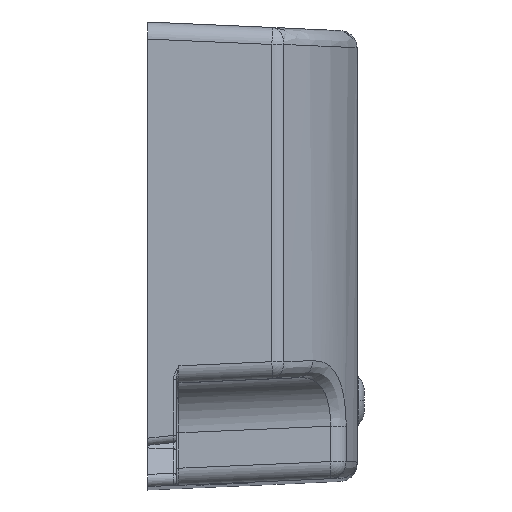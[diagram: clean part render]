
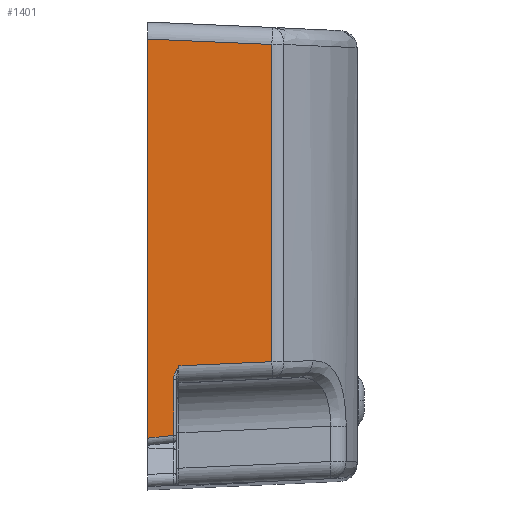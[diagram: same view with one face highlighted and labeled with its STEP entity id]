
A CAD part, top view. The second image highlights one B-rep face of the part: STEP entity #1401.
In plain terms, the highlighted planar face has unit normal (0.044, 0, 0.999).
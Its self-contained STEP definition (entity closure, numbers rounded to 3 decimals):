
#549 = CARTESIAN_POINT ( 'NONE',  ( 0., 16.309, 71.71 ) ) ;
#554 = VERTEX_POINT ( 'NONE', #2547 ) ;
#716 = ORIENTED_EDGE ( 'NONE', *, *, #6924, .T. ) ;
#974 = CARTESIAN_POINT ( 'NONE',  ( 1.054, -7.883, 71.664 ) ) ;
#1083 = CARTESIAN_POINT ( 'NONE',  ( 3.041, -12.593, 71.577 ) ) ;
#1231 = DIRECTION ( 'NONE',  ( 0.044, 0., 0.999 ) ) ;
#1401 = ADVANCED_FACE ( 'NONE', ( #5181 ), #6402, .T. ) ;
#1475 = LINE ( 'NONE', #6671, #6331 ) ;
#1569 = VERTEX_POINT ( 'NONE', #6391 ) ;
#1708 = CARTESIAN_POINT ( 'NONE',  ( 8.713, 16.309, 71.33 ) ) ;
#1863 = CARTESIAN_POINT ( 'NONE',  ( 1.862, -8.447, 71.629 ) ) ;
#2105 = CARTESIAN_POINT ( 'NONE',  ( 1.809, -8.795, 71.631 ) ) ;
#2140 = EDGE_CURVE ( 'NONE', #4830, #1569, #6147, .T. ) ;
#2317 = ORIENTED_EDGE ( 'NONE', *, *, #2870, .T. ) ;
#2332 = VECTOR ( 'NONE', #3273, 1000. ) ;
#2345 = LINE ( 'NONE', #1708, #7373 ) ;
#2385 = CARTESIAN_POINT ( 'NONE',  ( 2.006, -8.129, 71.622 ) ) ;
#2402 = VECTOR ( 'NONE', #7369, 1000. ) ;
#2547 = CARTESIAN_POINT ( 'NONE',  ( 1.809, -12.723, 71.631 ) ) ;
#2870 = EDGE_CURVE ( 'NONE', #4810, #4789, #4369, .T. ) ;
#3152 = CARTESIAN_POINT ( 'NONE',  ( 8.713, 14.73, 71.33 ) ) ;
#3273 = DIRECTION ( 'NONE',  ( 0.998, 0.044, -0.044 ) ) ;
#3303 = VECTOR ( 'NONE', #6843, 1000. ) ;
#3337 = LINE ( 'NONE', #4965, #3303 ) ;
#3551 = VECTOR ( 'NONE', #4476, 1000. ) ;
#3565 = CARTESIAN_POINT ( 'NONE',  ( 1.809, -8.618, 71.631 ) ) ;
#3777 = CARTESIAN_POINT ( 'NONE',  ( 0., -12.914, 71.71 ) ) ;
#4369 = LINE ( 'NONE', #5552, #3551 ) ;
#4443 = CARTESIAN_POINT ( 'NONE',  ( 0., 15.11, 71.71 ) ) ;
#4476 = DIRECTION ( 'NONE',  ( 0., -1., 0. ) ) ;
#4595 = CARTESIAN_POINT ( 'NONE',  ( 2.191, -7.833, 71.614 ) ) ;
#4603 = EDGE_CURVE ( 'NONE', #5638, #4810, #1475, .T. ) ;
#4649 = CARTESIAN_POINT ( 'NONE',  ( 2.098, -7.981, 71.618 ) ) ;
#4789 = VERTEX_POINT ( 'NONE', #3777 ) ;
#4810 = VERTEX_POINT ( 'NONE', #4443 ) ;
#4830 = VERTEX_POINT ( 'NONE', #4595 ) ;
#4965 = CARTESIAN_POINT ( 'NONE',  ( 1.809, -7.841, 71.631 ) ) ;
#4973 = ORIENTED_EDGE ( 'NONE', *, *, #2140, .T. ) ;
#5046 = LINE ( 'NONE', #1083, #2402 ) ;
#5181 = FACE_OUTER_BOUND ( 'NONE', #6104, .T. ) ;
#5217 = CARTESIAN_POINT ( 'NONE',  ( 1.809, -8.795, 71.631 ) ) ;
#5287 = ORIENTED_EDGE ( 'NONE', *, *, #5796, .T. ) ;
#5300 = CARTESIAN_POINT ( 'NONE',  ( 2.191, -7.833, 71.614 ) ) ;
#5530 = EDGE_CURVE ( 'NONE', #4789, #554, #5046, .T. ) ;
#5552 = CARTESIAN_POINT ( 'NONE',  ( 0., 16.309, 71.71 ) ) ;
#5638 = VERTEX_POINT ( 'NONE', #3152 ) ;
#5750 = EDGE_CURVE ( 'NONE', #554, #6586, #3337, .T. ) ;
#5788 = ORIENTED_EDGE ( 'NONE', *, *, #4603, .T. ) ;
#5796 = EDGE_CURVE ( 'NONE', #6586, #4830, #6533, .T. ) ;
#6022 = ORIENTED_EDGE ( 'NONE', *, *, #5750, .T. ) ;
#6093 = ORIENTED_EDGE ( 'NONE', *, *, #5530, .T. ) ;
#6104 = EDGE_LOOP ( 'NONE', ( #2317, #6093, #6022, #5287, #4973, #716, #5788 ) ) ;
#6147 = LINE ( 'NONE', #974, #2332 ) ;
#6331 = VECTOR ( 'NONE', #7229, 1000. ) ;
#6391 = CARTESIAN_POINT ( 'NONE',  ( 8.713, -7.548, 71.33 ) ) ;
#6402 = PLANE ( 'NONE',  #6517 ) ;
#6478 = DIRECTION ( 'NONE',  ( 0., 1., 0. ) ) ;
#6517 = AXIS2_PLACEMENT_3D ( 'NONE', #549, #1231, #7502 ) ;
#6533 = B_SPLINE_CURVE_WITH_KNOTS ( 'NONE', 3,
 ( #5217, #3565, #1863, #2385, #4649, #5300 ),
 .UNSPECIFIED., .F., .F.,
 ( 4, 2, 4 ),
 ( 0., 0.001, 0.001 ),
 .UNSPECIFIED. ) ;
#6586 = VERTEX_POINT ( 'NONE', #2105 ) ;
#6671 = CARTESIAN_POINT ( 'NONE',  ( -0.052, 15.112, 71.712 ) ) ;
#6843 = DIRECTION ( 'NONE',  ( 0., 1., 0. ) ) ;
#6924 = EDGE_CURVE ( 'NONE', #1569, #5638, #2345, .T. ) ;
#7229 = DIRECTION ( 'NONE',  ( -0.998, 0.044, 0.044 ) ) ;
#7369 = DIRECTION ( 'NONE',  ( 0.994, 0.105, -0.043 ) ) ;
#7373 = VECTOR ( 'NONE', #6478, 1000. ) ;
#7502 = DIRECTION ( 'NONE',  ( 0.999, 0., -0.044 ) ) ;
